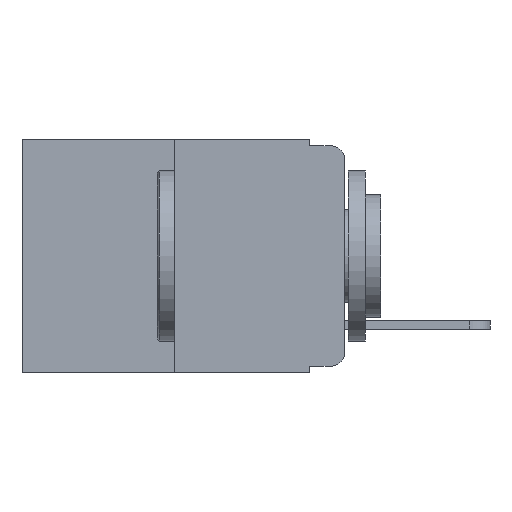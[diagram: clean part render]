
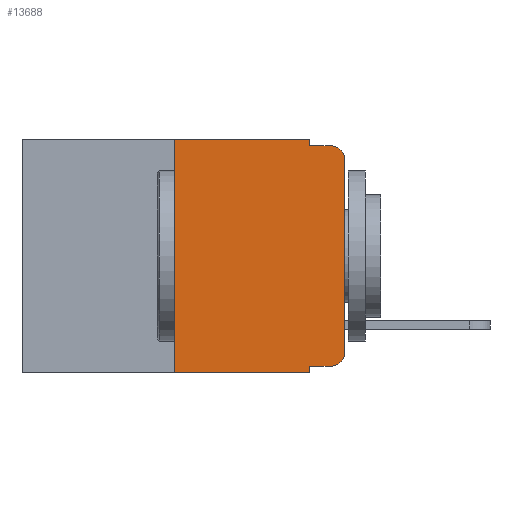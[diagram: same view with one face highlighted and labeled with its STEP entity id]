
A CAD part, left-side view. The second image highlights one B-rep face of the part: STEP entity #13688.
In plain terms, the highlighted planar face has unit normal (-1, 0, 0).
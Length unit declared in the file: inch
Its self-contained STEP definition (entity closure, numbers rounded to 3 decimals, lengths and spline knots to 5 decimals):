
#429 = VECTOR ( 'NONE', #4070, 39.37008 ) ;
#507 = VECTOR ( 'NONE', #13810, 39.37008 ) ;
#1140 = CARTESIAN_POINT ( 'NONE',  ( 0., 0.02, -0.01 ) ) ;
#1534 = VERTEX_POINT ( 'NONE', #24444 ) ;
#1750 = VERTEX_POINT ( 'NONE', #26130 ) ;
#2487 = DIRECTION ( 'NONE',  ( 0., 0., 1. ) ) ;
#2682 = VERTEX_POINT ( 'NONE', #4526 ) ;
#2694 = CARTESIAN_POINT ( 'NONE',  ( 0., 0.25, 0. ) ) ;
#3227 = VERTEX_POINT ( 'NONE', #24859 ) ;
#3723 = CARTESIAN_POINT ( 'NONE',  ( 0., 0., 0. ) ) ;
#3775 = EDGE_CURVE ( 'NONE', #10345, #3227, #13007, .T. ) ;
#3944 = DIRECTION ( 'NONE',  ( 0., 0., -1. ) ) ;
#4070 = DIRECTION ( 'NONE',  ( 0., 0., 1. ) ) ;
#4526 = CARTESIAN_POINT ( 'NONE',  ( 0., 0.25, 0. ) ) ;
#4655 = DIRECTION ( 'NONE',  ( -1., 0., 0. ) ) ;
#4944 = CARTESIAN_POINT ( 'NONE',  ( 0., 0.02, -0.03 ) ) ;
#5085 = AXIS2_PLACEMENT_3D ( 'NONE', #6111, #6088, #6084 ) ;
#5203 = EDGE_CURVE ( 'NONE', #3227, #19934, #11516, .T. ) ;
#5359 = DIRECTION ( 'NONE',  ( 0., -1., 0. ) ) ;
#5394 = CARTESIAN_POINT ( 'NONE',  ( 0., 0.473, -0.343 ) ) ;
#5800 = DIRECTION ( 'NONE',  ( 0., -1., 0. ) ) ;
#6084 = DIRECTION ( 'NONE',  ( 0., 0., -1. ) ) ;
#6088 = DIRECTION ( 'NONE',  ( -1., 0., 0. ) ) ;
#6111 = CARTESIAN_POINT ( 'NONE',  ( 0., 0.02, -0.313 ) ) ;
#6237 = CARTESIAN_POINT ( 'NONE',  ( 0., 0.473, 0. ) ) ;
#6591 = LINE ( 'NONE', #18272, #23224 ) ;
#6640 = LINE ( 'NONE', #14043, #507 ) ;
#6706 = EDGE_CURVE ( 'NONE', #7648, #19934, #9816, .T. ) ;
#6927 = ORIENTED_EDGE ( 'NONE', *, *, #3775, .T. ) ;
#7181 = LINE ( 'NONE', #12749, #7885 ) ;
#7277 = ORIENTED_EDGE ( 'NONE', *, *, #5203, .T. ) ;
#7648 = VERTEX_POINT ( 'NONE', #20185 ) ;
#7871 = ORIENTED_EDGE ( 'NONE', *, *, #6706, .F. ) ;
#7885 = VECTOR ( 'NONE', #12720, 39.37008 ) ;
#8129 = ORIENTED_EDGE ( 'NONE', *, *, #13964, .F. ) ;
#8866 = VERTEX_POINT ( 'NONE', #18888 ) ;
#9253 = EDGE_LOOP ( 'NONE', ( #6927, #7277, #7871, #8129, #9275, #10316, #10681, #10736, #11144, #11165 ) ) ;
#9275 = ORIENTED_EDGE ( 'NONE', *, *, #15878, .F. ) ;
#9659 = AXIS2_PLACEMENT_3D ( 'NONE', #4944, #4655, #3944 ) ;
#9816 = LINE ( 'NONE', #19604, #15535 ) ;
#10316 = ORIENTED_EDGE ( 'NONE', *, *, #15405, .F. ) ;
#10345 = VERTEX_POINT ( 'NONE', #19649 ) ;
#10681 = ORIENTED_EDGE ( 'NONE', *, *, #17616, .T. ) ;
#10736 = ORIENTED_EDGE ( 'NONE', *, *, #16920, .F. ) ;
#11144 = ORIENTED_EDGE ( 'NONE', *, *, #22211, .T. ) ;
#11165 = ORIENTED_EDGE ( 'NONE', *, *, #23463, .T. ) ;
#11516 = CIRCLE ( 'NONE', #9659, 0.02 ) ;
#12720 = DIRECTION ( 'NONE',  ( 0., 0., -1. ) ) ;
#12749 = CARTESIAN_POINT ( 'NONE',  ( 0., 0.051, 0. ) ) ;
#13007 = LINE ( 'NONE', #3723, #429 ) ;
#13688 = ADVANCED_FACE ( 'NONE', ( #18120 ), #20637, .F. ) ;
#13810 = DIRECTION ( 'NONE',  ( 0., -1., 0. ) ) ;
#13916 = CARTESIAN_POINT ( 'NONE',  ( 0., 0.051, 0. ) ) ;
#13964 = EDGE_CURVE ( 'NONE', #19340, #7648, #7181, .T. ) ;
#14043 = CARTESIAN_POINT ( 'NONE',  ( 0., 0.051, -0.333 ) ) ;
#14504 = LINE ( 'NONE', #2694, #24949 ) ;
#15405 = EDGE_CURVE ( 'NONE', #1750, #2682, #14504, .T. ) ;
#15535 = VECTOR ( 'NONE', #20953, 39.37008 ) ;
#15878 = EDGE_CURVE ( 'NONE', #2682, #19340, #17918, .T. ) ;
#16920 = EDGE_CURVE ( 'NONE', #8866, #1534, #6591, .T. ) ;
#17211 = VECTOR ( 'NONE', #5800, 39.37008 ) ;
#17379 = VECTOR ( 'NONE', #5359, 39.37008 ) ;
#17616 = EDGE_CURVE ( 'NONE', #1750, #1534, #26601, .T. ) ;
#17918 = LINE ( 'NONE', #6237, #17211 ) ;
#18120 = FACE_OUTER_BOUND ( 'NONE', #9253, .T. ) ;
#18231 = DIRECTION ( 'NONE',  ( 0., 0., -1. ) ) ;
#18272 = CARTESIAN_POINT ( 'NONE',  ( 0., 0.051, 0. ) ) ;
#18888 = CARTESIAN_POINT ( 'NONE',  ( 0., 0.051, -0.333 ) ) ;
#19340 = VERTEX_POINT ( 'NONE', #13916 ) ;
#19604 = CARTESIAN_POINT ( 'NONE',  ( 0., 0.051, -0.01 ) ) ;
#19649 = CARTESIAN_POINT ( 'NONE',  ( 0., 0., -0.313 ) ) ;
#19934 = VERTEX_POINT ( 'NONE', #1140 ) ;
#20185 = CARTESIAN_POINT ( 'NONE',  ( 0., 0.051, -0.01 ) ) ;
#20530 = DIRECTION ( 'NONE',  ( 0., 0., -1. ) ) ;
#20555 = DIRECTION ( 'NONE',  ( 1., 0., 0. ) ) ;
#20637 = PLANE ( 'NONE',  #20709 ) ;
#20709 = AXIS2_PLACEMENT_3D ( 'NONE', #20746, #20555, #20530 ) ;
#20746 = CARTESIAN_POINT ( 'NONE',  ( 0., 0.473, 0. ) ) ;
#20953 = DIRECTION ( 'NONE',  ( 0., -1., 0. ) ) ;
#21099 = VERTEX_POINT ( 'NONE', #21166 ) ;
#21166 = CARTESIAN_POINT ( 'NONE',  ( 0., 0.02, -0.333 ) ) ;
#22211 = EDGE_CURVE ( 'NONE', #8866, #21099, #6640, .T. ) ;
#23224 = VECTOR ( 'NONE', #18231, 39.37008 ) ;
#23463 = EDGE_CURVE ( 'NONE', #21099, #10345, #26455, .T. ) ;
#24444 = CARTESIAN_POINT ( 'NONE',  ( 0., 0.051, -0.343 ) ) ;
#24859 = CARTESIAN_POINT ( 'NONE',  ( 0., 0., -0.03 ) ) ;
#24949 = VECTOR ( 'NONE', #2487, 39.37008 ) ;
#26130 = CARTESIAN_POINT ( 'NONE',  ( 0., 0.25, -0.343 ) ) ;
#26455 = CIRCLE ( 'NONE', #5085, 0.02 ) ;
#26601 = LINE ( 'NONE', #5394, #17379 ) ;
